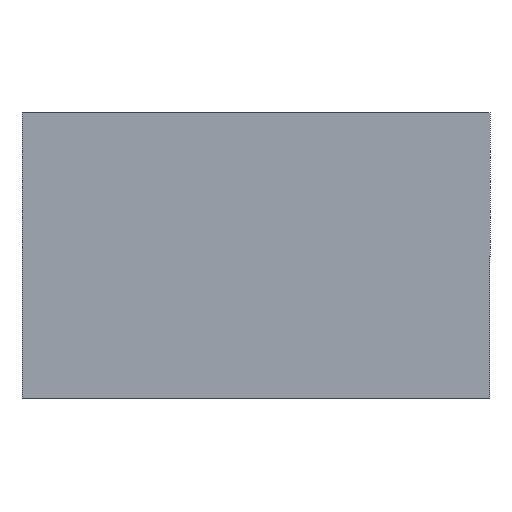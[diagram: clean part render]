
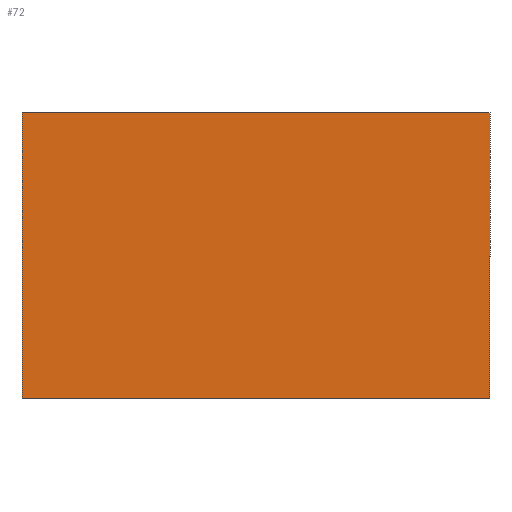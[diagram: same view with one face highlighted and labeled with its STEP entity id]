
A CAD part, front view. The second image highlights one B-rep face of the part: STEP entity #72.
In plain terms, the highlighted planar face has unit normal (0, -1, 0).
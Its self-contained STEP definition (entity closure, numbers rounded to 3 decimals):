
#2 = EDGE_LOOP ( 'NONE', ( #24, #189, #81, #184 ) ) ;
#10 = FACE_OUTER_BOUND ( 'NONE', #2, .T. ) ;
#18 = EDGE_CURVE ( 'NONE', #98, #31, #20, .T. ) ;
#20 = LINE ( 'NONE', #76, #30 ) ;
#21 = DIRECTION ( 'NONE',  ( -1., 0., 0. ) ) ;
#23 = LINE ( 'NONE', #82, #156 ) ;
#24 = ORIENTED_EDGE ( 'NONE', *, *, #131, .F. ) ;
#26 = CARTESIAN_POINT ( 'NONE',  ( -8.063, 0., -5.5 ) ) ;
#30 = VECTOR ( 'NONE', #50, 1000. ) ;
#31 = VERTEX_POINT ( 'NONE', #79 ) ;
#33 = VERTEX_POINT ( 'NONE', #54 ) ;
#50 = DIRECTION ( 'NONE',  ( 0., 0., -1. ) ) ;
#54 = CARTESIAN_POINT ( 'NONE',  ( -8.063, 0., -5.5 ) ) ;
#56 = CARTESIAN_POINT ( 'NONE',  ( -8.063, 0., 5.5 ) ) ;
#68 = VECTOR ( 'NONE', #21, 1000. ) ;
#69 = CARTESIAN_POINT ( 'NONE',  ( 0., 0., 0. ) ) ;
#72 = ADVANCED_FACE ( 'NONE', ( #10 ), #160, .F. ) ;
#76 = CARTESIAN_POINT ( 'NONE',  ( 9.937, 0., -5.5 ) ) ;
#77 = LINE ( 'NONE', #182, #169 ) ;
#79 = CARTESIAN_POINT ( 'NONE',  ( 9.937, 0., -5.5 ) ) ;
#81 = ORIENTED_EDGE ( 'NONE', *, *, #18, .F. ) ;
#82 = CARTESIAN_POINT ( 'NONE',  ( -8.063, 0., -5.5 ) ) ;
#96 = DIRECTION ( 'NONE',  ( 1., 0., 0. ) ) ;
#98 = VERTEX_POINT ( 'NONE', #158 ) ;
#107 = DIRECTION ( 'NONE',  ( 0., 1., 0. ) ) ;
#117 = VERTEX_POINT ( 'NONE', #56 ) ;
#131 = EDGE_CURVE ( 'NONE', #33, #117, #23, .T. ) ;
#152 = DIRECTION ( 'NONE',  ( 0., 0., 1. ) ) ;
#156 = VECTOR ( 'NONE', #152, 1000. ) ;
#158 = CARTESIAN_POINT ( 'NONE',  ( 9.937, 0., 5.5 ) ) ;
#160 = PLANE ( 'NONE',  #172 ) ;
#163 = EDGE_CURVE ( 'NONE', #117, #98, #77, .T. ) ;
#169 = VECTOR ( 'NONE', #96, 1000. ) ;
#172 = AXIS2_PLACEMENT_3D ( 'NONE', #69, #107, #177 ) ;
#173 = EDGE_CURVE ( 'NONE', #31, #33, #199, .T. ) ;
#177 = DIRECTION ( 'NONE',  ( 0., 0., 1. ) ) ;
#182 = CARTESIAN_POINT ( 'NONE',  ( -8.063, 0., 5.5 ) ) ;
#184 = ORIENTED_EDGE ( 'NONE', *, *, #163, .F. ) ;
#189 = ORIENTED_EDGE ( 'NONE', *, *, #173, .F. ) ;
#199 = LINE ( 'NONE', #26, #68 ) ;
